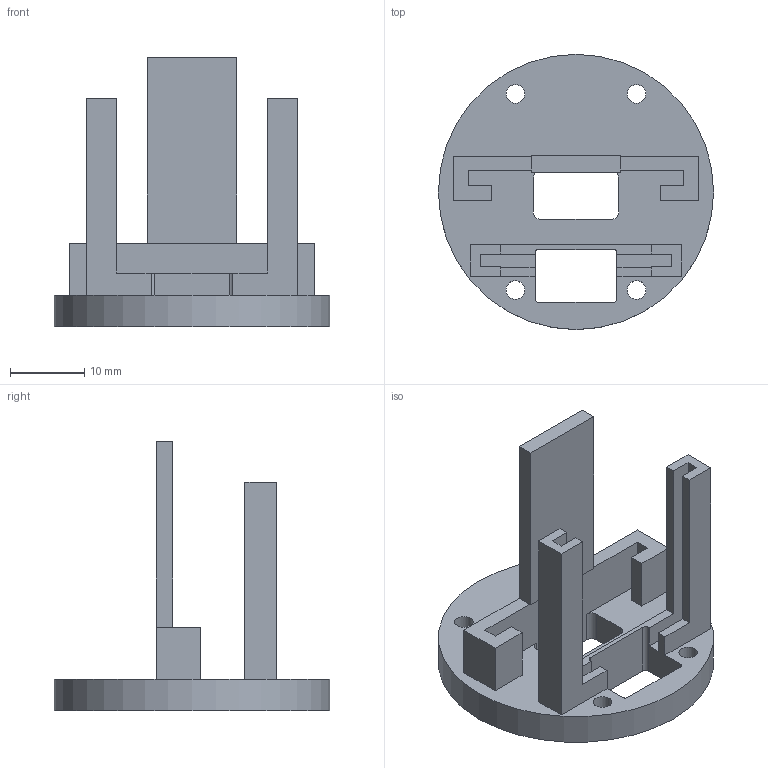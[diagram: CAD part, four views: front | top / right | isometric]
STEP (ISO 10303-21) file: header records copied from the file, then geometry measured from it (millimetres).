
FILE_DESCRIPTION(/* description */ (''),/* implementation_level */ '2;1');
FILE_NAME(/* name */ 'structure_base.step',/* time_stamp */ '2025-07-03T22:44:16+02:00',/* author */ (''),/* organization */ (''),/* preprocessor_version */ 'ST-DEVELOPER v20.1',/* originating_system */ 'Autodesk Translation Framework v14.10.0.0',/* authorisation */ '');
FILE_SCHEMA (('AUTOMOTIVE_DESIGN { 1 0 10303 214 3 1 1 }'));
Length unit declared in the file: millimetre
Products named in the file (1): Document
Bounding box: 37 x 37 x 36.22 mm (x, y, z)
Volume: 5902.8 mm3; surface area: 5476.5 mm2
Topology: 1 solids, 1 shells, 63 faces, 181 edges, 120 vertices
Faces by surface type: plane 50, cylinder 13
Full cylindrical faces by diameter (mm): 2.5 x4, 37 x1
Entity records: 2102 total; most frequent: CARTESIAN_POINT 365, ORIENTED_EDGE 362, DIRECTION 335, EDGE_CURVE 181, LINE 155, VECTOR 155, VERTEX_POINT 120, AXIS2_PLACEMENT_3D 90
